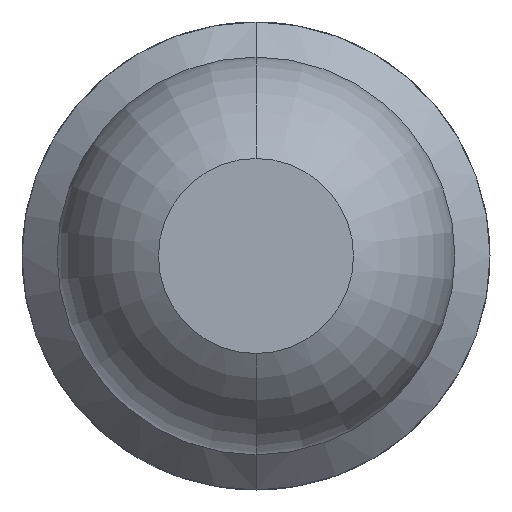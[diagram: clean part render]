
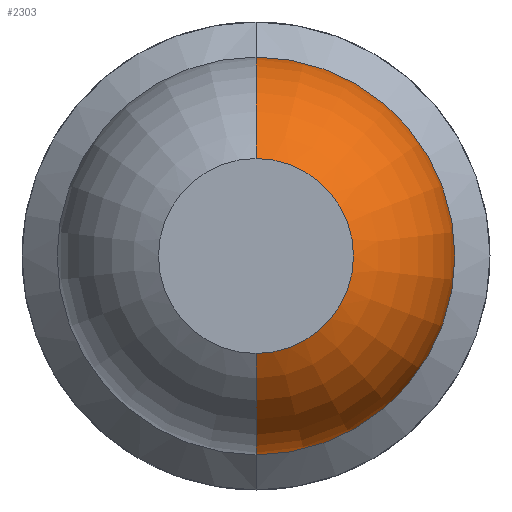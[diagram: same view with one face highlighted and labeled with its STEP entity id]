
A CAD part, front view. The second image highlights one B-rep face of the part: STEP entity #2303.
In plain terms, the highlighted toroidal (fillet/blend) face has major radius 0.01 mm and minor radius 0.5 mm.
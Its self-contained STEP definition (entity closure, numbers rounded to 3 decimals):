
#256 = ORIENTED_EDGE ( 'NONE', *, *, #4018, .T. ) ;
#650 = AXIS2_PLACEMENT_3D ( 'NONE', #2902, #708, #1108 ) ;
#708 = DIRECTION ( 'NONE',  ( 0., -1., 0. ) ) ;
#914 = DIRECTION ( 'NONE',  ( 0., 0., -1. ) ) ;
#931 = ORIENTED_EDGE ( 'NONE', *, *, #3320, .F. ) ;
#1058 = VERTEX_POINT ( 'NONE', #4162 ) ;
#1108 = DIRECTION ( 'NONE',  ( 0., 0., -1. ) ) ;
#1161 = ORIENTED_EDGE ( 'NONE', *, *, #3020, .T. ) ;
#1460 = DIRECTION ( 'NONE',  ( 0., 0., 1. ) ) ;
#1496 = CIRCLE ( 'NONE', #1682, 0.5 ) ;
#1541 = VERTEX_POINT ( 'NONE', #2471 ) ;
#1682 = AXIS2_PLACEMENT_3D ( 'NONE', #3676, #4387, #2229 ) ;
#1710 = AXIS2_PLACEMENT_3D ( 'NONE', #4476, #4531, #914 ) ;
#1833 = VERTEX_POINT ( 'NONE', #2913 ) ;
#1840 = VERTEX_POINT ( 'NONE', #4370 ) ;
#1927 = EDGE_LOOP ( 'NONE', ( #1967, #1161, #256, #931 ) ) ;
#1967 = ORIENTED_EDGE ( 'NONE', *, *, #3071, .T. ) ;
#2229 = DIRECTION ( 'NONE',  ( 0., 0., 1. ) ) ;
#2303 = ADVANCED_FACE ( 'Defeature ausgef�hrt1_0', ( #4317 ), #3636, .T. ) ;
#2471 = CARTESIAN_POINT ( 'NONE',  ( 0., -25.4, -0.25 ) ) ;
#2486 = DIRECTION ( 'NONE',  ( 0., 0., -1. ) ) ;
#2870 = CIRCLE ( 'NONE', #3761, 0.51 ) ;
#2899 = CIRCLE ( 'NONE', #4401, 0.25 ) ;
#2902 = CARTESIAN_POINT ( 'NONE',  ( 0., -24.961, 0. ) ) ;
#2913 = CARTESIAN_POINT ( 'NONE',  ( 0., -25.4, 0.25 ) ) ;
#3020 = EDGE_CURVE ( 'NONE', #1058, #1833, #3796, .T. ) ;
#3071 = EDGE_CURVE ( 'Defeature ausgef�hrt1_0+Defeature ausgef�hrt1_34+Defeature ausgef�hrt1_34+Defeature ausgef�hrt1_34', #1840, #1058, #2870, .T. ) ;
#3219 = CARTESIAN_POINT ( 'NONE',  ( 0., -25.4, 0. ) ) ;
#3320 = EDGE_CURVE ( 'NONE', #1840, #1541, #1496, .T. ) ;
#3636 = TOROIDAL_SURFACE ( 'NONE', #650, 0.01, 0.5 ) ;
#3676 = CARTESIAN_POINT ( 'NONE',  ( 0., -24.961, -0.01 ) ) ;
#3761 = AXIS2_PLACEMENT_3D ( 'NONE', #4600, #4638, #2486 ) ;
#3796 = CIRCLE ( 'NONE', #1710, 0.5 ) ;
#4018 = EDGE_CURVE ( 'Defeature ausgef�hrt1_0+Defeature ausgef�hrt1_35+Defeature ausgef�hrt1_35+Defeature ausgef�hrt1_35', #1833, #1541, #2899, .T. ) ;
#4162 = CARTESIAN_POINT ( 'NONE',  ( 0., -24.961, 0.51 ) ) ;
#4317 = FACE_OUTER_BOUND ( 'NONE', #1927, .T. ) ;
#4370 = CARTESIAN_POINT ( 'NONE',  ( 0., -24.961, -0.51 ) ) ;
#4387 = DIRECTION ( 'NONE',  ( -1., 0., 0. ) ) ;
#4401 = AXIS2_PLACEMENT_3D ( 'NONE', #3219, #4645, #1460 ) ;
#4476 = CARTESIAN_POINT ( 'NONE',  ( 0., -24.961, 0.01 ) ) ;
#4531 = DIRECTION ( 'NONE',  ( 1., 0., 0. ) ) ;
#4600 = CARTESIAN_POINT ( 'NONE',  ( 0., -24.961, 0. ) ) ;
#4638 = DIRECTION ( 'NONE',  ( 0., -1., 0. ) ) ;
#4645 = DIRECTION ( 'NONE',  ( 0., 1., 0. ) ) ;
